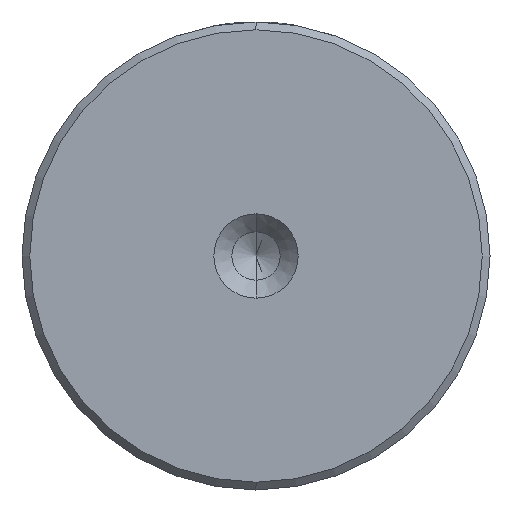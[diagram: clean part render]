
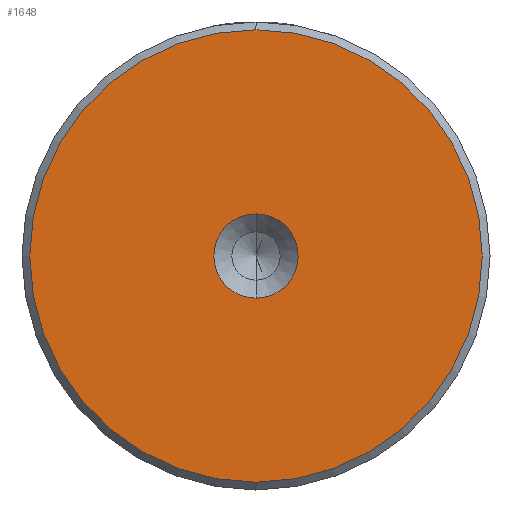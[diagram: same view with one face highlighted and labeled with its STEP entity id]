
A CAD part, left-side view. The second image highlights one B-rep face of the part: STEP entity #1648.
In plain terms, the highlighted planar face has unit normal (-1, 0, 0).
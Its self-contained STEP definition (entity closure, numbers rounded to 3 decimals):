
#72 = DIRECTION ( 'NONE',  ( -1., 0., 0. ) ) ;
#214 = EDGE_LOOP ( 'NONE', ( #1245, #1715 ) ) ;
#229 = DIRECTION ( 'NONE',  ( -1., 0., 0. ) ) ;
#253 = VERTEX_POINT ( 'NONE', #2107 ) ;
#255 = CARTESIAN_POINT ( 'NONE',  ( 0., 0., -2.7 ) ) ;
#303 = DIRECTION ( 'NONE',  ( 0., 0., 1. ) ) ;
#313 = DIRECTION ( 'NONE',  ( -1., 0., 0. ) ) ;
#319 = CARTESIAN_POINT ( 'NONE',  ( 0., 0., 0. ) ) ;
#533 = VERTEX_POINT ( 'NONE', #1779 ) ;
#583 = DIRECTION ( 'NONE',  ( -1., 0., 0. ) ) ;
#595 = EDGE_CURVE ( 'NONE', #253, #1954, #1742, .T. ) ;
#687 = CIRCLE ( 'NONE', #1984, 2.7 ) ;
#727 = ORIENTED_EDGE ( 'NONE', *, *, #2005, .F. ) ;
#760 = FACE_BOUND ( 'NONE', #900, .T. ) ;
#766 = PLANE ( 'NONE',  #1266 ) ;
#785 = CARTESIAN_POINT ( 'NONE',  ( 0., 0., 0. ) ) ;
#801 = CARTESIAN_POINT ( 'NONE',  ( 0., 0., -14.5 ) ) ;
#868 = CIRCLE ( 'NONE', #1526, 14.5 ) ;
#900 = EDGE_LOOP ( 'NONE', ( #1880, #727 ) ) ;
#923 = CARTESIAN_POINT ( 'NONE',  ( 0., 0., 0. ) ) ;
#930 = VERTEX_POINT ( 'NONE', #801 ) ;
#940 = DIRECTION ( 'NONE',  ( 0., 0., 1. ) ) ;
#1138 = FACE_OUTER_BOUND ( 'NONE', #214, .T. ) ;
#1227 = CARTESIAN_POINT ( 'NONE',  ( 0., 0., 0. ) ) ;
#1245 = ORIENTED_EDGE ( 'NONE', *, *, #1567, .T. ) ;
#1252 = AXIS2_PLACEMENT_3D ( 'NONE', #319, #313, #303 ) ;
#1253 = DIRECTION ( 'NONE',  ( 0., 0., 1. ) ) ;
#1266 = AXIS2_PLACEMENT_3D ( 'NONE', #923, #72, #1253 ) ;
#1387 = DIRECTION ( 'NONE',  ( 0., 0., 1. ) ) ;
#1526 = AXIS2_PLACEMENT_3D ( 'NONE', #1227, #229, #1387 ) ;
#1552 = CARTESIAN_POINT ( 'NONE',  ( 0., 0., 0. ) ) ;
#1567 = EDGE_CURVE ( 'NONE', #930, #533, #868, .T. ) ;
#1580 = EDGE_CURVE ( 'NONE', #533, #930, #1722, .T. ) ;
#1648 = ADVANCED_FACE ( 'NONE', ( #1138, #760 ), #766, .T. ) ;
#1715 = ORIENTED_EDGE ( 'NONE', *, *, #1580, .T. ) ;
#1720 = DIRECTION ( 'NONE',  ( 0., 0., 1. ) ) ;
#1722 = CIRCLE ( 'NONE', #1859, 14.5 ) ;
#1742 = CIRCLE ( 'NONE', #1252, 2.7 ) ;
#1779 = CARTESIAN_POINT ( 'NONE',  ( 0., 0., 14.5 ) ) ;
#1859 = AXIS2_PLACEMENT_3D ( 'NONE', #1552, #583, #1720 ) ;
#1880 = ORIENTED_EDGE ( 'NONE', *, *, #595, .F. ) ;
#1917 = DIRECTION ( 'NONE',  ( -1., 0., 0. ) ) ;
#1954 = VERTEX_POINT ( 'NONE', #255 ) ;
#1984 = AXIS2_PLACEMENT_3D ( 'NONE', #785, #1917, #940 ) ;
#2005 = EDGE_CURVE ( 'NONE', #1954, #253, #687, .T. ) ;
#2107 = CARTESIAN_POINT ( 'NONE',  ( 0., 0., 2.7 ) ) ;
